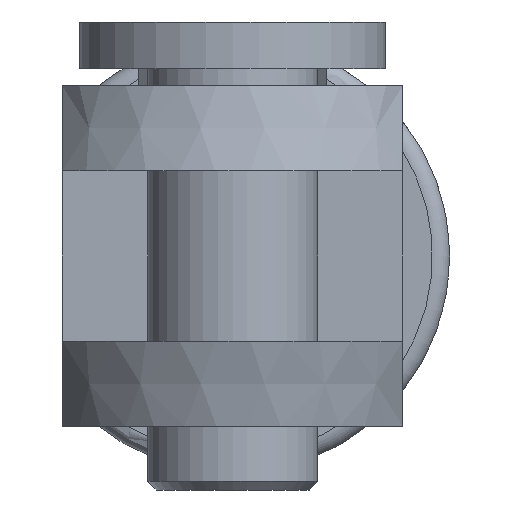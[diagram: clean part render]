
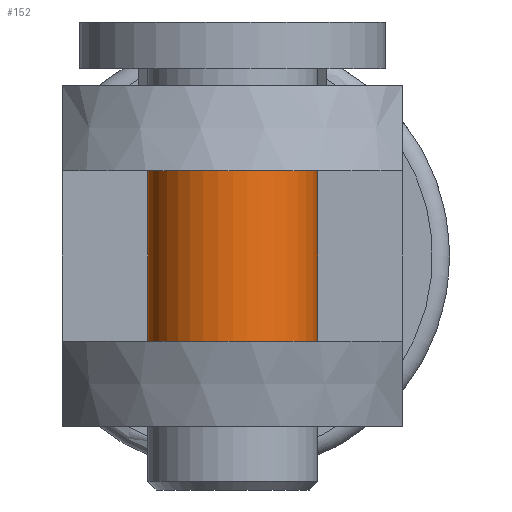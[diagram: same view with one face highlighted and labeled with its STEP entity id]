
A CAD part, left-side view. The second image highlights one B-rep face of the part: STEP entity #152.
In plain terms, the highlighted cylindrical face has radius 2 mm (diameter 4 mm), a full revolution.
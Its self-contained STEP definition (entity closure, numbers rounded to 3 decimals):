
#125=CARTESIAN_POINT('',(0.0,0.0,0.0));
#126=DIRECTION('',(0.0,0.0,1.0));
#127=DIRECTION('',(1.0,0.0,0.0));
#128=AXIS2_PLACEMENT_3D('',#125,#126,#127);
#129=CYLINDRICAL_SURFACE('',#128,2.0);
#130=CARTESIAN_POINT('',(-2.0,0.,2.0));
#131=VERTEX_POINT('',#130);
#132=CARTESIAN_POINT('',(0.0,0.0,2.0));
#133=DIRECTION('',(0.0,0.0,1.0));
#134=DIRECTION('',(1.0,0.0,0.0));
#135=AXIS2_PLACEMENT_3D('',#132,#133,#134);
#136=CIRCLE('',#135,2.0);
#137=EDGE_CURVE('',#131,#131,#136,.T.);
#138=ORIENTED_EDGE('',*,*,#137,.F.);
#139=EDGE_LOOP('',(#138));
#140=FACE_OUTER_BOUND('',#139,.T.);
#141=CARTESIAN_POINT('',(-2.0,0.,-2.0));
#142=VERTEX_POINT('',#141);
#143=CARTESIAN_POINT('',(0.0,0.0,-2.0));
#144=DIRECTION('',(0.0,0.0,-1.0));
#145=DIRECTION('',(1.0,0.0,0.0));
#146=AXIS2_PLACEMENT_3D('',#143,#144,#145);
#147=CIRCLE('',#146,2.0);
#148=EDGE_CURVE('',#142,#142,#147,.T.);
#149=ORIENTED_EDGE('',*,*,#148,.F.);
#150=EDGE_LOOP('',(#149));
#151=FACE_BOUND('',#150,.T.);
#152=ADVANCED_FACE('',(#140,#151),#129,.T.);
